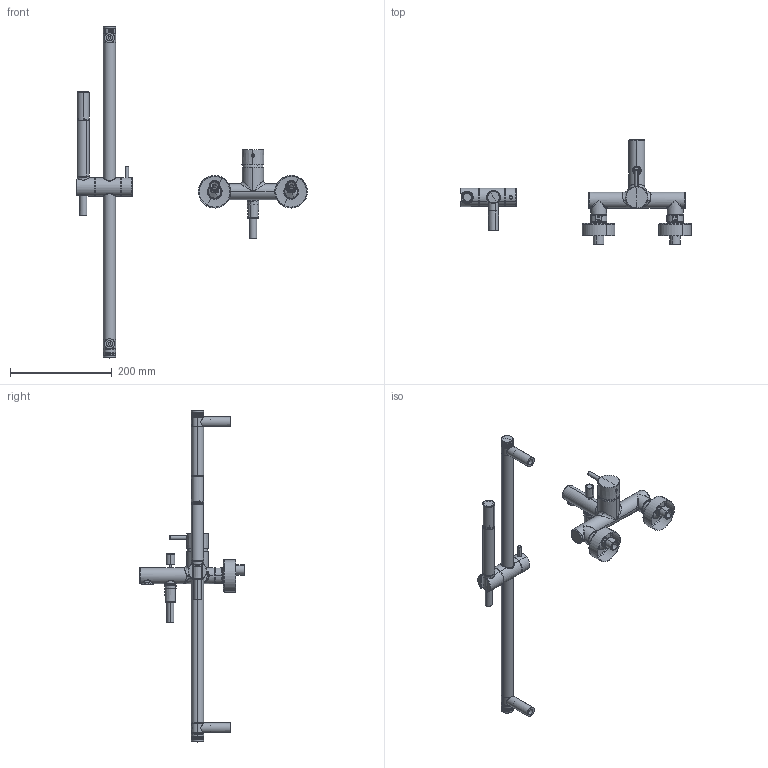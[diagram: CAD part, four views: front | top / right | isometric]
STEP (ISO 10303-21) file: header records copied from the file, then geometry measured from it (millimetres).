
FILE_DESCRIPTION(('CATIA V5 STEP Exchange','CAx-IF Rec.Pracs.--- Model Styling and Organization---1.5--- 2016-08-15','CAx-IF Rec.Pracs.---Supplemental Geometry---1.0---2011-11-01','CAx-IF Rec.Pracs.--- Composite Materials ---3.4---2017-06-13','CAx-IF Rec.Pracs.---Tessellated 3D Geometry---1.0---2015-12-17'),'2;1');
FILE_NAME('LN000060.stp','2023-01-31T10:00:00+00:00',('none'),('none'),'CATIA Version 5-6 Release 2020 SP2','CATIA V5 STEP AP242 v2','none');
FILE_SCHEMA(('AP242_MANAGED_MODEL_BASED_3D_ENGINEERING_MIM_LF {1 0 10303 442 1 1 4}'));
Length unit declared in the file: millimetre
Products named in the file (3): Product1; PR.0408.10_AllCATPart; LN000130
Assembly tree (2 placements, depth 2):
  Product1
    PR.0408.10_AllCATPart
    LN000130
Bounding box: 452.68 x 206.6 x 651 mm (x, y, z)
Volume: 259788.7 mm3; surface area: 304830.8 mm2
Topology: 43 solids, 129 shells, 1320 faces, 3446 edges, 2258 vertices
Faces by surface type: cylinder 494, plane 293, cone 191, torus 162, bspline 148, sphere 32
Entity records: 56504 total; most frequent: CARTESIAN_POINT 27997, ORIENTED_EDGE 6294, DIRECTION 4057, EDGE_CURVE 3376, VERTEX_POINT 2258, AXIS2_PLACEMENT_3D 2212, EDGE_LOOP 1508, CIRCLE 1396
